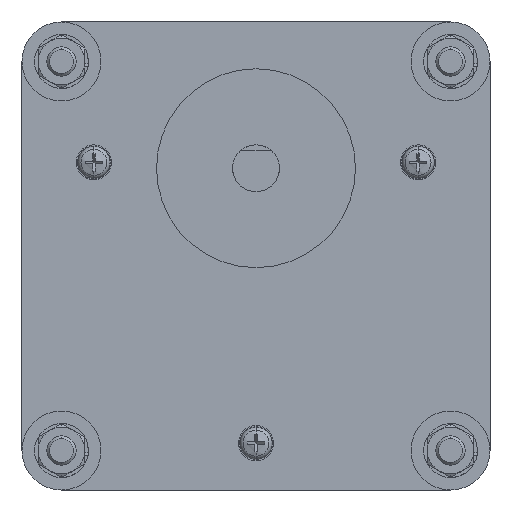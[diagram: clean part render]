
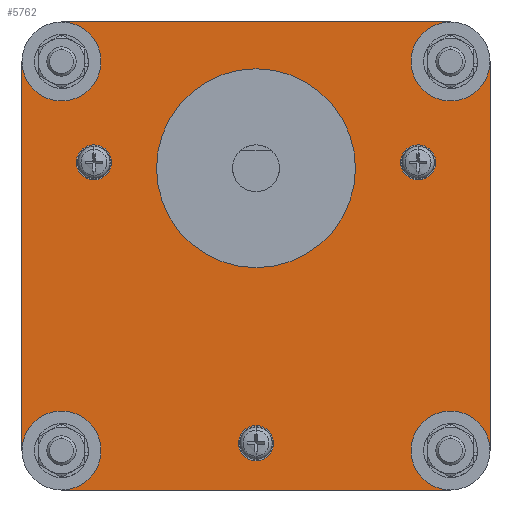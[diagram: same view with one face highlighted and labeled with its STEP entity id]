
A CAD part, left-side view. The second image highlights one B-rep face of the part: STEP entity #5762.
In plain terms, the highlighted planar face has unit normal (-1, 0, 0).
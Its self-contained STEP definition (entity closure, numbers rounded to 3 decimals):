
#5281=CARTESIAN_POINT('POINT12581',(0.5,
   0.,17.));
#5282=VERTEX_POINT('VERTEX12581',#5281);
#5289=CARTESIAN_POINT('POINT12582',(0.5,0.,
   -17.));
#5290=VERTEX_POINT('VERTEX12582',#5289);
#5291=CARTESIAN_POINT('POS18033',(0.5,0.,
   0.));
#5292=DIRECTION('DIR28199',(-1.,0.,0.));
#5293=DIRECTION('DIR28200',(0.,0.,1.));
#5294=AXIS2_PLACEMENT_3D('AXIS10167',#5291,#5292,#5293);
#5295=CIRCLE('ELLIPSE4930',#5294,17.);
#5296=EDGE_CURVE('EDGE20281',#5282,#5290,#5295,.T.);
#5316=EDGE_CURVE('EDGE20283',#5290,#5282,#5295,.T.);
#5321=CARTESIAN_POINT('POINT12583',(0.5,
   25.115,-0.5));
#5322=VERTEX_POINT('VERTEX12583',#5321);
#5329=CARTESIAN_POINT('POINT12584',(0.5,
   30.311,2.5));
#5330=VERTEX_POINT('VERTEX12584',#5329);
#5331=CARTESIAN_POINT('POS18037',(0.5,
   27.713,1.));
#5332=DIRECTION('DIR28205',(1.,0.,
   0.));
#5333=DIRECTION('DIR28206',(0.,-0.866
   ,-0.5));
#5334=AXIS2_PLACEMENT_3D('AXIS10169',#5331,#5332,#5333);
#5335=CIRCLE('ELLIPSE4931',#5334,3.);
#5336=EDGE_CURVE('EDGE20285',#5330,#5322,#5335,.T.);
#5356=EDGE_CURVE('EDGE20287',#5322,#5330,#5335,.T.);
#5361=CARTESIAN_POINT('POINT12585',(0.5,
   -25.115,-0.5));
#5362=VERTEX_POINT('VERTEX12585',#5361);
#5369=CARTESIAN_POINT('POINT12586',(0.5,
   -30.311,2.5));
#5370=VERTEX_POINT('VERTEX12586',#5369);
#5371=CARTESIAN_POINT('POS18041',(0.5,
   -27.713,1.));
#5372=DIRECTION('DIR28211',(1.,0.,
   0.));
#5373=DIRECTION('DIR28212',(0.,0.866,
   -0.5));
#5374=AXIS2_PLACEMENT_3D('AXIS10171',#5371,#5372,#5373);
#5375=CIRCLE('ELLIPSE4932',#5374,3.);
#5376=EDGE_CURVE('EDGE20289',#5370,#5362,#5375,.T.);
#5396=EDGE_CURVE('EDGE20291',#5362,#5370,#5375,.T.);
#5401=CARTESIAN_POINT('POINT12587',(0.5,0.,
   -44.));
#5402=VERTEX_POINT('VERTEX12587',#5401);
#5409=CARTESIAN_POINT('POINT12588',(0.5,
   0.,-50.));
#5410=VERTEX_POINT('VERTEX12588',#5409);
#5411=CARTESIAN_POINT('POS18045',(0.5,0.,
   -47.));
#5412=DIRECTION('DIR28217',(1.,0.,0.));
#5413=DIRECTION('DIR28218',(0.,0.,1.));
#5414=AXIS2_PLACEMENT_3D('AXIS10173',#5411,#5412,#5413);
#5415=CIRCLE('ELLIPSE4933',#5414,3.);
#5416=EDGE_CURVE('EDGE20293',#5410,#5402,#5415,.T.);
#5436=EDGE_CURVE('EDGE20295',#5402,#5410,#5415,.T.);
#5476=CARTESIAN_POINT('POINT12591',(0.5,33.25,
   25.));
#5477=VERTEX_POINT('VERTEX12591',#5476);
#5485=CARTESIAN_POINT('POINT12592',(0.5,33.25,
   11.5));
#5486=VERTEX_POINT('VERTEX12592',#5485);
#5493=CARTESIAN_POINT('POS18052',(0.5,33.25,
   18.25));
#5494=DIRECTION('DIR28228',(1.,0.,0.));
#5495=DIRECTION('DIR28229',(0.,0.,-1.));
#5496=AXIS2_PLACEMENT_3D('AXIS10177',#5493,#5494,#5495);
#5497=CIRCLE('ELLIPSE4935',#5496,6.75);
#5498=EDGE_CURVE('EDGE20300',#5477,#5486,#5497,.T.);
#5547=CARTESIAN_POINT('POINT12596',(0.5,40.,
   -48.25));
#5548=VERTEX_POINT('VERTEX12596',#5547);
#5556=CARTESIAN_POINT('POINT12597',(0.5,26.5,
   -48.25));
#5557=VERTEX_POINT('VERTEX12597',#5556);
#5564=CARTESIAN_POINT('POS18058',(0.5,33.25,
   -48.25));
#5565=DIRECTION('DIR28238',(1.,0.,0.));
#5566=DIRECTION('DIR28239',(0.,0.,-1.));
#5567=AXIS2_PLACEMENT_3D('AXIS10181',#5564,#5565,#5566);
#5568=CIRCLE('ELLIPSE4937',#5567,6.75);
#5569=EDGE_CURVE('EDGE20306',#5548,#5557,#5568,.T.);
#5614=CARTESIAN_POINT('POINT12600',(0.5,-33.25,
   -55.));
#5615=VERTEX_POINT('VERTEX12600',#5614);
#5623=CARTESIAN_POINT('POINT12601',(0.5,-33.25,
   -41.5));
#5624=VERTEX_POINT('VERTEX12601',#5623);
#5631=CARTESIAN_POINT('POS18064',(0.5,-33.25,
   -48.25));
#5632=DIRECTION('DIR28248',(1.,0.,0.));
#5633=DIRECTION('DIR28249',(0.,0.,-1.));
#5634=AXIS2_PLACEMENT_3D('AXIS10185',#5631,#5632,#5633);
#5635=CIRCLE('ELLIPSE4939',#5634,6.75);
#5636=EDGE_CURVE('EDGE20311',#5615,#5624,#5635,.T.);
#5685=ORIENTED_EDGE('COEDGE40621',*,*,#5569,.T.);
#5686=CARTESIAN_POINT('POINT12605',(0.5,33.25,
   -55.));
#5687=VERTEX_POINT('VERTEX12605',#5686);
#5688=EDGE_CURVE('EDGE20315',#5557,#5687,#5568,.T.);
#5689=ORIENTED_EDGE('COEDGE40622',*,*,#5688,.T.);
#5690=CARTESIAN_POINT('POS18068',(0.5,33.25,
   -55.));
#5691=DIRECTION('DIR28256',(0.,-1.,0.));
#5692=VECTOR('VEC7880',#5691,1.);
#5693=LINE('STRAIGHT7880',#5690,#5692);
#5694=EDGE_CURVE('EDGE20316',#5687,#5615,#5693,.T.);
#5695=ORIENTED_EDGE('COEDGE40623',*,*,#5694,.T.);
#5696=ORIENTED_EDGE('COEDGE40624',*,*,#5636,.T.);
#5697=CARTESIAN_POINT('POINT12606',(0.5,-40.,
   -48.25));
#5698=VERTEX_POINT('VERTEX12606',#5697);
#5699=EDGE_CURVE('EDGE20317',#5624,#5698,#5635,.T.);
#5700=ORIENTED_EDGE('COEDGE40625',*,*,#5699,.T.);
#5701=CARTESIAN_POINT('POINT12607',(0.5,-40.,
   18.25));
#5702=VERTEX_POINT('VERTEX12607',#5701);
#5703=CARTESIAN_POINT('POS18069',(0.5,-40.,-15.));
#5704=DIRECTION('DIR28257',(0.,0.,1.));
#5705=VECTOR('VEC7881',#5704,1.);
#5706=LINE('STRAIGHT7881',#5703,#5705);
#5707=EDGE_CURVE('EDGE20318',#5698,#5702,#5706,.T.);
#5708=ORIENTED_EDGE('COEDGE40626',*,*,#5707,.T.);
#5709=CARTESIAN_POINT('POINT12608',(0.5,-26.5,
   18.25));
#5710=VERTEX_POINT('VERTEX12608',#5709);
#5711=CARTESIAN_POINT('POS18070',(0.5,-33.25,
   18.25));
#5712=DIRECTION('DIR28258',(1.,0.,0.));
#5713=DIRECTION('DIR28259',(0.,0.,-1.));
#5714=AXIS2_PLACEMENT_3D('AXIS10189',#5711,#5712,#5713);
#5715=CIRCLE('ELLIPSE4941',#5714,6.75);
#5716=EDGE_CURVE('EDGE20319',#5702,#5710,#5715,.T.);
#5717=ORIENTED_EDGE('COEDGE40627',*,*,#5716,.T.);
#5718=CARTESIAN_POINT('POINT12609',(0.5,-33.25,
   25.));
#5719=VERTEX_POINT('VERTEX12609',#5718);
#5720=EDGE_CURVE('EDGE20320',#5710,#5719,#5715,.T.);
#5721=ORIENTED_EDGE('COEDGE40628',*,*,#5720,.T.);
#5722=CARTESIAN_POINT('POS18071',(0.5,-33.25,
   25.));
#5723=DIRECTION('DIR28260',(0.,1.,0.));
#5724=VECTOR('VEC7882',#5723,1.);
#5725=LINE('STRAIGHT7882',#5722,#5724);
#5726=EDGE_CURVE('EDGE20321',#5719,#5477,#5725,.T.);
#5727=ORIENTED_EDGE('COEDGE40629',*,*,#5726,.T.);
#5728=ORIENTED_EDGE('COEDGE40630',*,*,#5498,.T.);
#5729=CARTESIAN_POINT('POINT12610',(0.5,40.,
   18.25));
#5730=VERTEX_POINT('VERTEX12610',#5729);
#5731=EDGE_CURVE('EDGE20322',#5486,#5730,#5497,.T.);
#5732=ORIENTED_EDGE('COEDGE40631',*,*,#5731,.T.);
#5733=CARTESIAN_POINT('POS18072',(0.5,40.,
   18.25));
#5734=DIRECTION('DIR28261',(0.,0.,-1.));
#5735=VECTOR('VEC7883',#5734,1.);
#5736=LINE('STRAIGHT7883',#5733,#5735);
#5737=EDGE_CURVE('EDGE20323',#5730,#5548,#5736,.T.);
#5738=ORIENTED_EDGE('COEDGE40632',*,*,#5737,.T.);
#5739=EDGE_LOOP('NONE',(#5685,#5689,#5695,#5696,#5700,#5708,#5717,#5721,
   #5727,#5728,#5732,#5738));
#5740=FACE_BOUND('LOOP1',#5739,.T.);
#5741=ORIENTED_EDGE('COEDGE40633',*,*,#5436,.T.);
#5742=ORIENTED_EDGE('COEDGE40634',*,*,#5416,.T.);
#5743=EDGE_LOOP('NONE',(#5741,#5742));
#5744=FACE_BOUND('LOOP1',#5743,.T.);
#5745=ORIENTED_EDGE('COEDGE40635',*,*,#5396,.T.);
#5746=ORIENTED_EDGE('COEDGE40636',*,*,#5376,.T.);
#5747=EDGE_LOOP('NONE',(#5745,#5746));
#5748=FACE_BOUND('LOOP1',#5747,.T.);
#5749=ORIENTED_EDGE('COEDGE40637',*,*,#5356,.T.);
#5750=ORIENTED_EDGE('COEDGE40638',*,*,#5336,.T.);
#5751=EDGE_LOOP('NONE',(#5749,#5750));
#5752=FACE_BOUND('LOOP1',#5751,.T.);
#5753=ORIENTED_EDGE('COEDGE40639',*,*,#5316,.F.);
#5754=ORIENTED_EDGE('COEDGE40640',*,*,#5296,.F.);
#5755=EDGE_LOOP('NONE',(#5753,#5754));
#5756=FACE_BOUND('LOOP1',#5755,.T.);
#5757=CARTESIAN_POINT('POS18073',(0.5,0.,
   -15.));
#5758=DIRECTION('DIR28262',(1.,0.,0.));
#5759=DIRECTION('DIR28263',(0.,1.,0.));
#5760=AXIS2_PLACEMENT_3D('AXIS10190',#5757,#5758,#5759);
#5761=PLANE('PLANE2899',#5760);
#5762=ADVANCED_FACE('FACE9102',(#5740,#5744,#5748,#5752,#5756),#5761,.F.
   );
